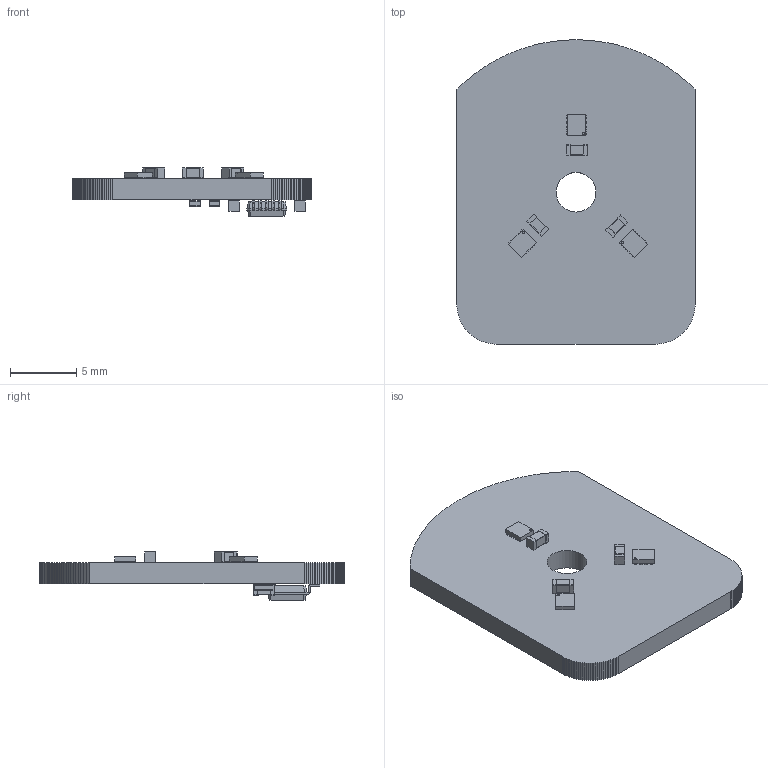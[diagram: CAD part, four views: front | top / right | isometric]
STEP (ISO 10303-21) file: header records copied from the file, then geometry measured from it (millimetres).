
FILE_DESCRIPTION(('KiCad electronic assembly'),'2;1');
FILE_NAME('BYTE_Magnetic.step','2021-09-08T02:07:04',('An Author'),( 'A Company'),'Open CASCADE STEP processor 6.9', 'KiCad to STEP converter','Unknown');
FILE_SCHEMA(('AUTOMOTIVE_DESIGN { 1 0 10303 214 1 1 1 1 }'));
Length unit declared in the file: millimetre
Products named in the file (10): Open CASCADE STEP translator 6.9 1; VSSOP-10_3x3mm_P0.5mm; SOLID; C_0603_1608Metric; SI7210-B-10-IM2; COMPOUND; R_0603_1608Metric
Assembly tree (16 placements, depth 3):
  Open CASCADE STEP translator 6.9 1
    VSSOP-10_3x3mm_P0.5mm
      SOLID
    C_0603_1608Metric  x5
      SOLID
    SI7210-B-10-IM2  x3
      COMPOUND
    R_0603_1608Metric  x2
      SOLID
    COMPOUND
Bounding box: 18 x 23 x 3.7 mm (x, y, z)
Volume: 628.9 mm3; surface area: 1001.6 mm2
Topology: 36 solids, 36 shells, 680 faces, 1710 edges, 1116 vertices
Faces by surface type: plane 501, cylinder 145, bspline 34
Full cylindrical faces by diameter (mm): 0.175 x3, 0.25 x1, 3 x1
Entity records: 29873 total; most frequent: CARTESIAN_POINT 5207, DIRECTION 4194, LINE 3010, VECTOR 3010, ORIENTED_EDGE 2264, PCURVE 2264, DEFINITIONAL_REPRESENTATION 2264, EDGE_CURVE 1132
